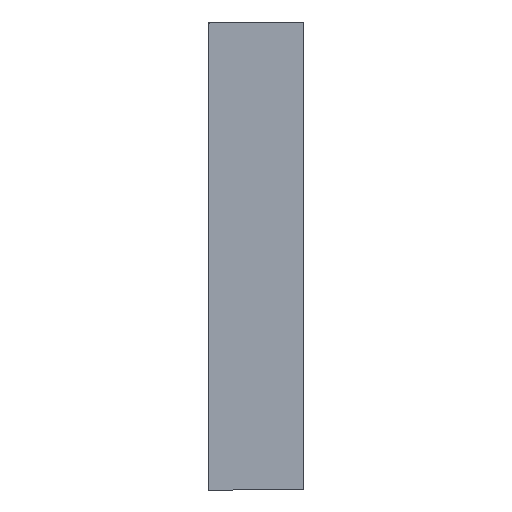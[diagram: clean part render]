
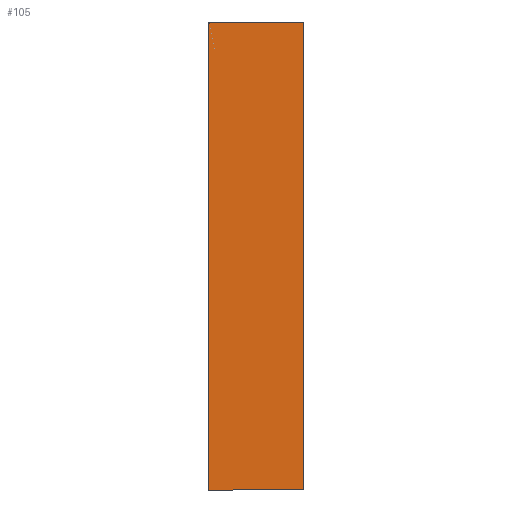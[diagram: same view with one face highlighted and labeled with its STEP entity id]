
A CAD part, front view. The second image highlights one B-rep face of the part: STEP entity #105.
In plain terms, the highlighted planar face has unit normal (0, -1, 0).
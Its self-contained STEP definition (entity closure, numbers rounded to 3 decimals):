
#21 = CARTESIAN_POINT ( 'NONE',  ( -300., -0.9, 1500. ) ) ;
#22 = ORIENTED_EDGE ( 'NONE', *, *, #583, .F. ) ;
#31 = ORIENTED_EDGE ( 'NONE', *, *, #358, .F. ) ;
#32 = ORIENTED_EDGE ( 'NONE', *, *, #367, .T. ) ;
#35 = ORIENTED_EDGE ( 'NONE', *, *, #418, .F. ) ;
#40 = VERTEX_POINT ( 'NONE', #21 ) ;
#45 = ORIENTED_EDGE ( 'NONE', *, *, #391, .F. ) ;
#47 = ORIENTED_EDGE ( 'NONE', *, *, #471, .T. ) ;
#49 = ORIENTED_EDGE ( 'NONE', *, *, #394, .F. ) ;
#50 = CARTESIAN_POINT ( 'NONE',  ( -301.9, -0.9, 1500. ) ) ;
#78 = CARTESIAN_POINT ( 'NONE',  ( 0., -0.9, 0. ) ) ;
#85 = DIRECTION ( 'NONE',  ( 0., -1., 0. ) ) ;
#89 = DIRECTION ( 'NONE',  ( 0., 0., -1. ) ) ;
#105 = ADVANCED_FACE ( 'NONE', ( #162 ), #300, .T. ) ;
#132 = VECTOR ( 'NONE', #470, 1000. ) ;
#146 = CARTESIAN_POINT ( 'NONE',  ( 300., -0.9, -1500. ) ) ;
#152 = VERTEX_POINT ( 'NONE', #205 ) ;
#154 = LINE ( 'NONE', #197, #132 ) ;
#158 = DIRECTION ( 'NONE',  ( 1., 0., 0. ) ) ;
#162 = FACE_OUTER_BOUND ( 'NONE', #283, .T. ) ;
#184 = CARTESIAN_POINT ( 'NONE',  ( -312.5, -0.9, 1500. ) ) ;
#197 = CARTESIAN_POINT ( 'NONE',  ( -301.9, -0.9, 0. ) ) ;
#205 = CARTESIAN_POINT ( 'NONE',  ( 301.9, -0.9, -1500. ) ) ;
#208 = CARTESIAN_POINT ( 'NONE',  ( -300., -0.9, -1500. ) ) ;
#225 = DIRECTION ( 'NONE',  ( -1., 0., 0. ) ) ;
#243 = CARTESIAN_POINT ( 'NONE',  ( 0., -0.9, -1500. ) ) ;
#251 = VERTEX_POINT ( 'NONE', #342 ) ;
#260 = CARTESIAN_POINT ( 'NONE',  ( -301.9, -0.9, -1500. ) ) ;
#283 = EDGE_LOOP ( 'NONE', ( #515, #47, #49, #45, #35, #32, #31, #22 ) ) ;
#300 = PLANE ( 'NONE',  #321 ) ;
#312 = VECTOR ( 'NONE', #545, 1000. ) ;
#313 = VECTOR ( 'NONE', #401, 1000. ) ;
#321 = AXIS2_PLACEMENT_3D ( 'NONE', #78, #85, #89 ) ;
#342 = CARTESIAN_POINT ( 'NONE',  ( 300., -0.9, -1500. ) ) ;
#347 = LINE ( 'NONE', #537, #313 ) ;
#358 = EDGE_CURVE ( 'NONE', #595, #446, #154, .T. ) ;
#367 = EDGE_CURVE ( 'NONE', #40, #446, #501, .T. ) ;
#379 = VECTOR ( 'NONE', #567, 1000. ) ;
#391 = EDGE_CURVE ( 'NONE', #444, #547, #347, .T. ) ;
#392 = CARTESIAN_POINT ( 'NONE',  ( 300., -0.9, 1500. ) ) ;
#394 = EDGE_CURVE ( 'NONE', #547, #152, #520, .T. ) ;
#398 = LINE ( 'NONE', #146, #427 ) ;
#401 = DIRECTION ( 'NONE',  ( 1., 0., 0. ) ) ;
#407 = EDGE_CURVE ( 'NONE', #251, #517, #584, .T. ) ;
#416 = VECTOR ( 'NONE', #225, 1000. ) ;
#418 = EDGE_CURVE ( 'NONE', #40, #444, #445, .T. ) ;
#427 = VECTOR ( 'NONE', #158, 1000. ) ;
#429 = DIRECTION ( 'NONE',  ( -1., 0., 0. ) ) ;
#437 = CARTESIAN_POINT ( 'NONE',  ( 301.9, -0.9, 1500. ) ) ;
#444 = VERTEX_POINT ( 'NONE', #392 ) ;
#445 = LINE ( 'NONE', #184, #581 ) ;
#446 = VERTEX_POINT ( 'NONE', #50 ) ;
#455 = CARTESIAN_POINT ( 'NONE',  ( 301.9, -0.9, 0. ) ) ;
#470 = DIRECTION ( 'NONE',  ( 0., 0., 1. ) ) ;
#471 = EDGE_CURVE ( 'NONE', #251, #152, #398, .T. ) ;
#491 = CARTESIAN_POINT ( 'NONE',  ( -300., -0.9, 1500. ) ) ;
#501 = LINE ( 'NONE', #491, #312 ) ;
#510 = VECTOR ( 'NONE', #429, 1000. ) ;
#515 = ORIENTED_EDGE ( 'NONE', *, *, #407, .F. ) ;
#517 = VERTEX_POINT ( 'NONE', #208 ) ;
#520 = LINE ( 'NONE', #455, #379 ) ;
#534 = CARTESIAN_POINT ( 'NONE',  ( -312.5, -0.9, -1500. ) ) ;
#537 = CARTESIAN_POINT ( 'NONE',  ( 0., -0.9, 1500. ) ) ;
#545 = DIRECTION ( 'NONE',  ( -1., 0., 0. ) ) ;
#547 = VERTEX_POINT ( 'NONE', #437 ) ;
#561 = DIRECTION ( 'NONE',  ( 1., 0., 0. ) ) ;
#567 = DIRECTION ( 'NONE',  ( 0., 0., -1. ) ) ;
#571 = LINE ( 'NONE', #243, #416 ) ;
#581 = VECTOR ( 'NONE', #561, 1000. ) ;
#583 = EDGE_CURVE ( 'NONE', #517, #595, #571, .T. ) ;
#584 = LINE ( 'NONE', #534, #510 ) ;
#595 = VERTEX_POINT ( 'NONE', #260 ) ;
